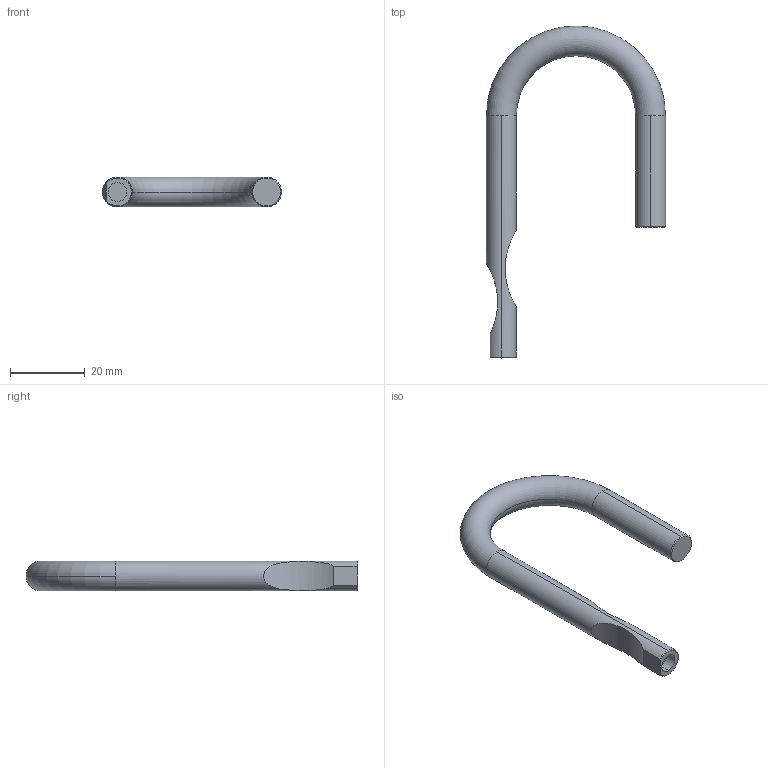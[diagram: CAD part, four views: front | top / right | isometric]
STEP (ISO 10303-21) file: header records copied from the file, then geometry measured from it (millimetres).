
FILE_DESCRIPTION (( 'STEP AP203' ), '1' );
FILE_NAME ('Ance.STEP', '2022-01-07T14:30:34', ( '' ), ( '' ), 'SwSTEP 2.0', 'SolidWorks 2019', '' );
FILE_SCHEMA (( 'CONFIG_CONTROL_DESIGN' ));
Length unit declared in the file: millimetre
Products named in the file (1): Ance
Bounding box: 48 x 89 x 8 mm (x, y, z)
Volume: 7417.8 mm3; surface area: 4044.8 mm2
Topology: 1 solids, 1 shells, 20 faces, 44 edges, 28 vertices
Faces by surface type: cylinder 9, cone 5, plane 4, torus 2
Entity records: 782 total; most frequent: CARTESIAN_POINT 248, DIRECTION 105, ORIENTED_EDGE 88, AXIS2_PLACEMENT_3D 45, EDGE_CURVE 44, VERTEX_POINT 28, CIRCLE 24, EDGE_LOOP 22
